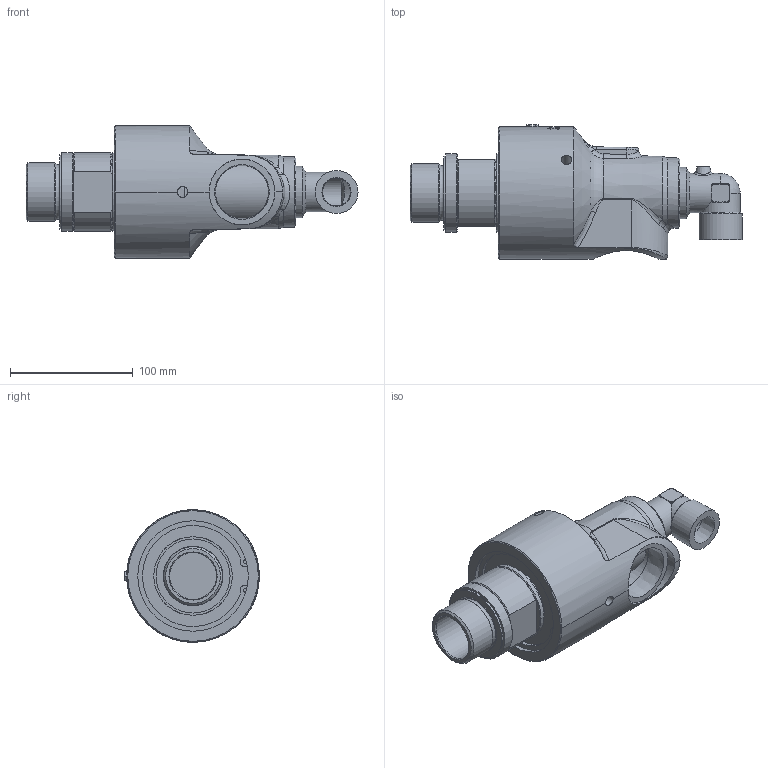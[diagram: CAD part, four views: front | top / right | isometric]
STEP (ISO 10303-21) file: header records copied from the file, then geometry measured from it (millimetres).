
FILE_DESCRIPTION(/* description */ (''),/* implementation_level */ '2;1');
FILE_NAME(/* name */ '557-050-198221-IC.stp',/* time_stamp */ '2020-05-20T15:25:21-05:00',/* author */ ('GALINDOLM'),/* organization */ (''),/* preprocessor_version */ 'ST-DEVELOPER v18',/* originating_system */ 'Autodesk Inventor 2020',/* authorisation */ '');
FILE_SCHEMA (('AUTOMOTIVE_DESIGN { 1 0 10303 214 3 1 1 }'));
Products named in the file (1): 557-050-198221-IC
Bounding box: 270.5 x 109.7 x 108 mm (x, y, z)
Volume: 952253 mm3; surface area: 114362.9 mm2
Topology: 2 solids, 2 shells, 539 faces, 1425 edges, 931 vertices
Faces by surface type: bspline 246, plane 149, cylinder 102, cone 29, torus 12, sphere 1
Full cylindrical faces by diameter (mm): 3.175 x2, 5.359 x1, 8.6 x3, 22.631 x1, 24.117 x1, 32 x1, 35 x1, 38.1 x1, 43.256 x1, 47.803 x1, 48.4 x1, 53.7 x1, 56.25 x1, 60.3 x1, 64 x2, 90.07 x1
Entity records: 71413 total; most frequent: CARTESIAN_POINT 58955, ORIENTED_EDGE 2830, DIRECTION 2014, EDGE_CURVE 1415, VERTEX_POINT 931, AXIS2_PLACEMENT_3D 758, EDGE_LOOP 592, FACE_OUTER_BOUND 539
